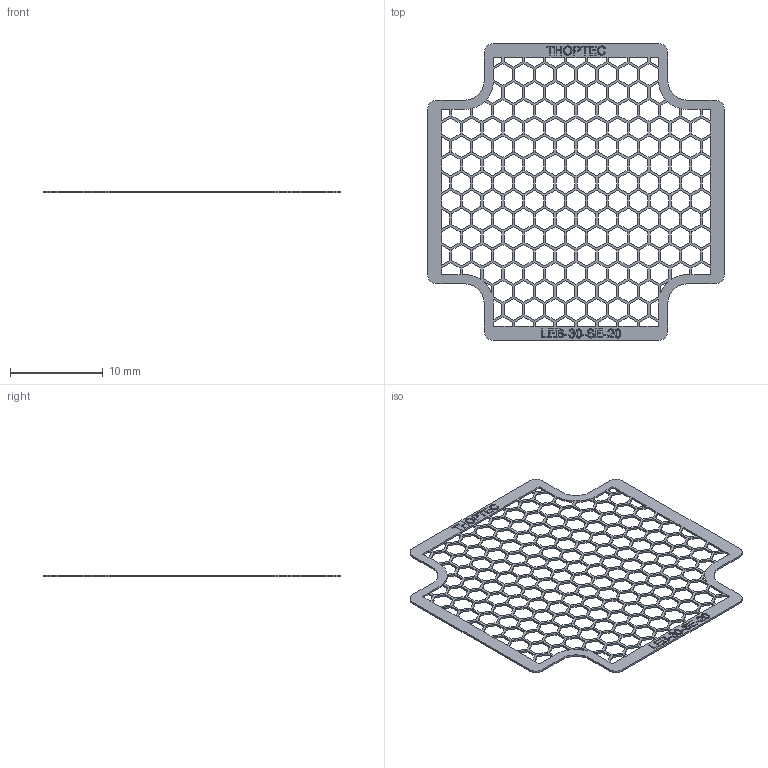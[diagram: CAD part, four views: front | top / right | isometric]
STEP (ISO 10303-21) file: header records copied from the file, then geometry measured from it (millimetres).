
FILE_DESCRIPTION (( 'STEP AP214' ), '1' );
FILE_NAME ('LEB-30-SE-20.STEP', '2013-05-16T09:00:34', ( '' ), ( '' ), 'SwSTEP 2.0', 'SolidWorks 2013', '' );
FILE_SCHEMA (( 'AUTOMOTIVE_DESIGN' ));
Length unit declared in the file: millimetre
Products named in the file (1): LEB-30-SE-20
Bounding box: 32 x 32 x 0.2 mm (x, y, z)
Volume: 60.8 mm3; surface area: 880.4 mm2
Topology: 1 solids, 1 shells, 1433 faces, 4218 edges, 2812 vertices
Faces by surface type: plane 1216, bspline 193, cylinder 24
Entity records: 48664 total; most frequent: CARTESIAN_POINT 10973, ORIENTED_EDGE 8436, DIRECTION 6362, EDGE_CURVE 4218, LINE 3784, VECTOR 3784, VERTEX_POINT 2812, EDGE_LOOP 1834
